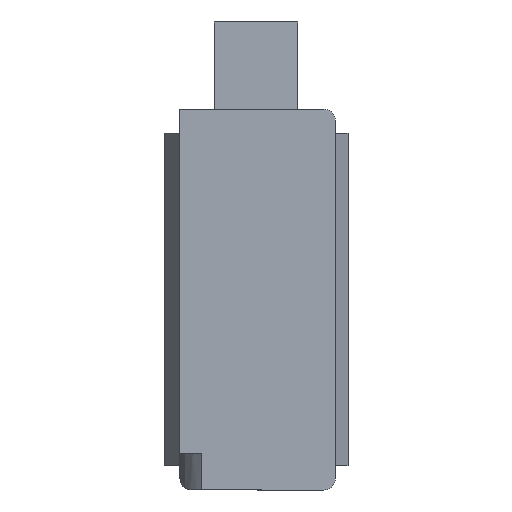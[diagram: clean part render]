
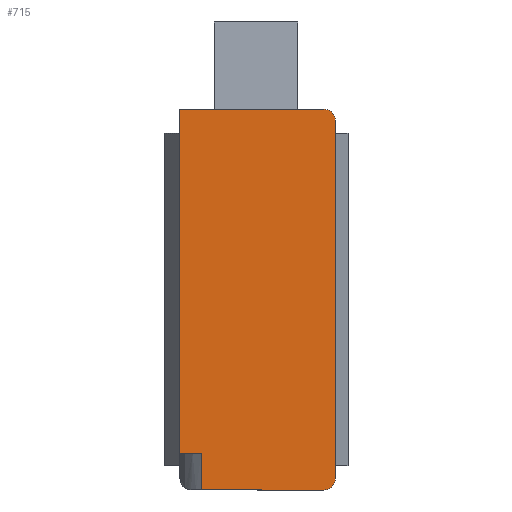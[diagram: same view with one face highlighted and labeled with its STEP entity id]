
A CAD part, left-side view. The second image highlights one B-rep face of the part: STEP entity #715.
In plain terms, the highlighted planar face has unit normal (-1, 0, 0).
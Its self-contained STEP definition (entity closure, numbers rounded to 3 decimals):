
#6 = CARTESIAN_POINT ( 'NONE',  ( -3., -4.85, 11.9 ) ) ;
#23 = CARTESIAN_POINT ( 'NONE',  ( -3., 4.85, 11.9 ) ) ;
#55 = CIRCLE ( 'NONE', #394, 0.7 ) ;
#56 = VECTOR ( 'NONE', #81, 1000. ) ;
#62 = ORIENTED_EDGE ( 'NONE', *, *, #1022, .F. ) ;
#75 = CARTESIAN_POINT ( 'NONE',  ( -3., -4.85, 11.2 ) ) ;
#81 = DIRECTION ( 'NONE',  ( 0., 0., -1. ) ) ;
#111 = LINE ( 'NONE', #6, #520 ) ;
#113 = DIRECTION ( 'NONE',  ( 0., 0., 1. ) ) ;
#129 = CARTESIAN_POINT ( 'NONE',  ( -3., 3.517, -9.6 ) ) ;
#179 = EDGE_CURVE ( 'NONE', #402, #830, #1114, .T. ) ;
#184 = LINE ( 'NONE', #1123, #521 ) ;
#287 = EDGE_CURVE ( 'NONE', #843, #1054, #111, .T. ) ;
#300 = CARTESIAN_POINT ( 'NONE',  ( -3., 4.85, -9.6 ) ) ;
#394 = AXIS2_PLACEMENT_3D ( 'NONE', #1074, #603, #1289 ) ;
#402 = VERTEX_POINT ( 'NONE', #129 ) ;
#408 = DIRECTION ( 'NONE',  ( 0., -1., 0. ) ) ;
#412 = LINE ( 'NONE', #300, #763 ) ;
#418 = EDGE_CURVE ( 'NONE', #1054, #777, #1300, .T. ) ;
#435 = CARTESIAN_POINT ( 'NONE',  ( -3., 3.517, -9.6 ) ) ;
#443 = VECTOR ( 'NONE', #722, 1000. ) ;
#451 = PLANE ( 'NONE',  #973 ) ;
#466 = DIRECTION ( 'NONE',  ( 0., 1., 0. ) ) ;
#520 = VECTOR ( 'NONE', #466, 1000. ) ;
#521 = VECTOR ( 'NONE', #408, 1000. ) ;
#536 = DIRECTION ( 'NONE',  ( -1., 0., 0. ) ) ;
#558 = FACE_OUTER_BOUND ( 'NONE', #968, .T. ) ;
#589 = ORIENTED_EDGE ( 'NONE', *, *, #974, .T. ) ;
#603 = DIRECTION ( 'NONE',  ( -1., 0., 0. ) ) ;
#609 = CARTESIAN_POINT ( 'NONE',  ( -3., -4.15, 11.9 ) ) ;
#633 = VERTEX_POINT ( 'NONE', #75 ) ;
#638 = EDGE_CURVE ( 'NONE', #830, #798, #184, .T. ) ;
#673 = VERTEX_POINT ( 'NONE', #1337 ) ;
#715 = ADVANCED_FACE ( 'NONE', ( #558 ), #451, .T. ) ;
#722 = DIRECTION ( 'NONE',  ( 0., 0., -1. ) ) ;
#763 = VECTOR ( 'NONE', #862, 1000. ) ;
#777 = VERTEX_POINT ( 'NONE', #801 ) ;
#789 = CARTESIAN_POINT ( 'NONE',  ( -3., -4.15, -11.9 ) ) ;
#798 = VERTEX_POINT ( 'NONE', #789 ) ;
#801 = CARTESIAN_POINT ( 'NONE',  ( -3., 4.85, -9.6 ) ) ;
#830 = VERTEX_POINT ( 'NONE', #1395 ) ;
#843 = VERTEX_POINT ( 'NONE', #609 ) ;
#862 = DIRECTION ( 'NONE',  ( 0., 1., 0. ) ) ;
#868 = DIRECTION ( 'NONE',  ( 0., 0., 1. ) ) ;
#870 = EDGE_CURVE ( 'NONE', #673, #633, #1051, .T. ) ;
#880 = EDGE_CURVE ( 'NONE', #633, #843, #55, .T. ) ;
#920 = AXIS2_PLACEMENT_3D ( 'NONE', #1234, #536, #868 ) ;
#968 = EDGE_LOOP ( 'NONE', ( #1434, #589, #1181, #1085, #1146, #1035, #62, #1414 ) ) ;
#973 = AXIS2_PLACEMENT_3D ( 'NONE', #1159, #1366, #113 ) ;
#974 = EDGE_CURVE ( 'NONE', #798, #673, #993, .T. ) ;
#993 = CIRCLE ( 'NONE', #920, 0.7 ) ;
#1022 = EDGE_CURVE ( 'NONE', #402, #777, #412, .T. ) ;
#1035 = ORIENTED_EDGE ( 'NONE', *, *, #418, .T. ) ;
#1051 = LINE ( 'NONE', #1402, #1357 ) ;
#1054 = VERTEX_POINT ( 'NONE', #1327 ) ;
#1074 = CARTESIAN_POINT ( 'NONE',  ( -3., -4.15, 11.2 ) ) ;
#1081 = DIRECTION ( 'NONE',  ( 0., 0., 1. ) ) ;
#1085 = ORIENTED_EDGE ( 'NONE', *, *, #880, .T. ) ;
#1114 = LINE ( 'NONE', #435, #56 ) ;
#1123 = CARTESIAN_POINT ( 'NONE',  ( -3., 4.85, -11.9 ) ) ;
#1146 = ORIENTED_EDGE ( 'NONE', *, *, #287, .T. ) ;
#1159 = CARTESIAN_POINT ( 'NONE',  ( -3., 0., 0. ) ) ;
#1181 = ORIENTED_EDGE ( 'NONE', *, *, #870, .T. ) ;
#1234 = CARTESIAN_POINT ( 'NONE',  ( -3., -4.15, -11.2 ) ) ;
#1289 = DIRECTION ( 'NONE',  ( 0., 0., 1. ) ) ;
#1300 = LINE ( 'NONE', #23, #443 ) ;
#1327 = CARTESIAN_POINT ( 'NONE',  ( -3., 4.85, 11.9 ) ) ;
#1337 = CARTESIAN_POINT ( 'NONE',  ( -3., -4.85, -11.2 ) ) ;
#1357 = VECTOR ( 'NONE', #1081, 1000. ) ;
#1366 = DIRECTION ( 'NONE',  ( -1., 0., 0. ) ) ;
#1395 = CARTESIAN_POINT ( 'NONE',  ( -3., 3.517, -11.9 ) ) ;
#1402 = CARTESIAN_POINT ( 'NONE',  ( -3., -4.85, -11.9 ) ) ;
#1414 = ORIENTED_EDGE ( 'NONE', *, *, #179, .T. ) ;
#1434 = ORIENTED_EDGE ( 'NONE', *, *, #638, .T. ) ;
